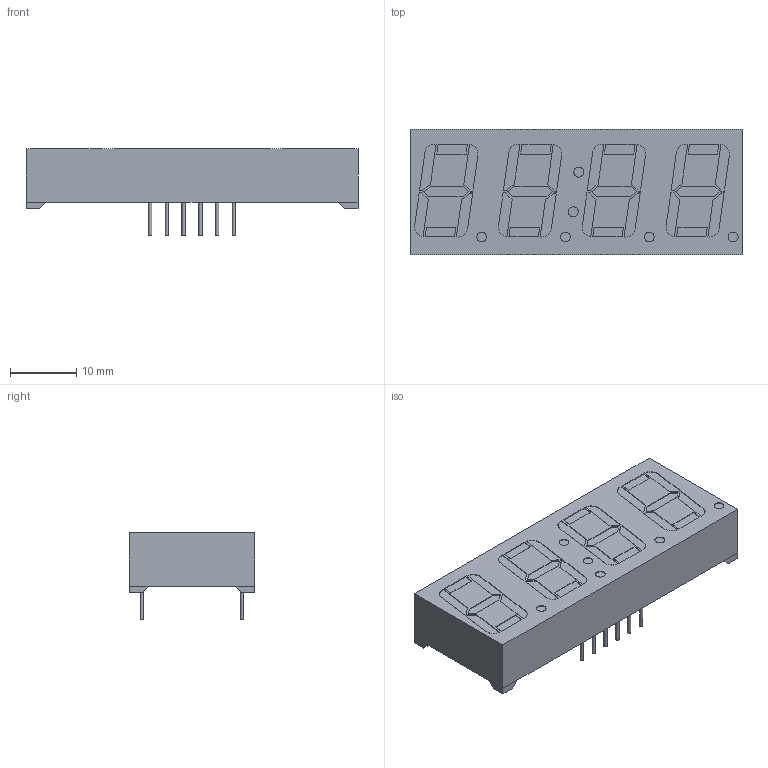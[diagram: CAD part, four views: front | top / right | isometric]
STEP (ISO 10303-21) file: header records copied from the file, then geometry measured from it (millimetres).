
FILE_DESCRIPTION(('FreeCAD Model'),'2;1');
FILE_NAME('Cx56-12-moved.step', '2015-07-25T22:08:50',('Author'),(''), 'Open CASCADE STEP processor 6.8','FreeCAD','Unknown');
FILE_SCHEMA(('AUTOMOTIVE_DESIGN_CC2 { 1 2 10303 214 -1 1 5 4 }'));
Length unit declared in the file: millimetre
Products named in the file (1): Cx56-12
Bounding box: 50.3 x 19 x 13.1 mm (x, y, z)
Volume: 7737.1 mm3; surface area: 3209.2 mm2
Topology: 1 solids, 1 shells, 234 faces, 546 edges, 360 vertices
Faces by surface type: plane 200, cylinder 34
Full cylindrical faces by diameter (mm): 0.5 x12, 1.5 x6
Entity records: 15675 total; most frequent: CARTESIAN_POINT 2677, DIRECTION 2138, LINE 1490, VECTOR 1490, ORIENTED_EDGE 1092, PCURVE 1092, DEFINITIONAL_REPRESENTATION 1092, EDGE_CURVE 546
